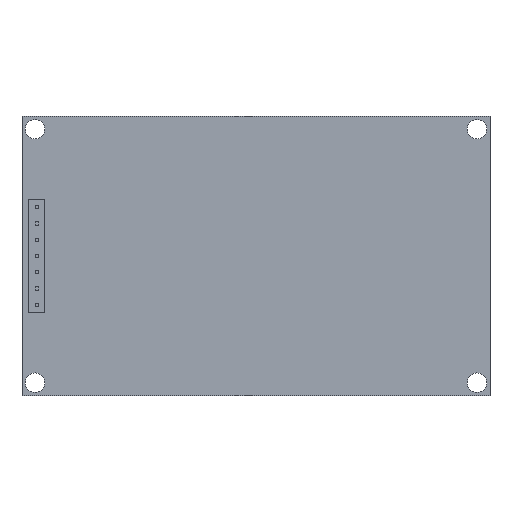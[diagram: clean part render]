
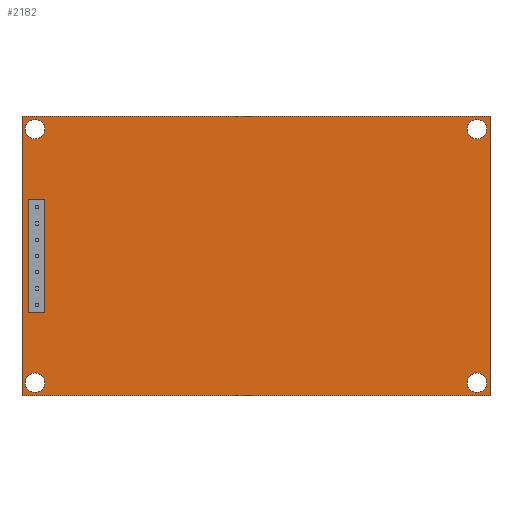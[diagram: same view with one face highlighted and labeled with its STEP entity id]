
A CAD part, front view. The second image highlights one B-rep face of the part: STEP entity #2182.
In plain terms, the highlighted planar face has unit normal (0, -1, 0).
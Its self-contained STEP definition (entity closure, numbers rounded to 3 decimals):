
#30 = VECTOR ( 'NONE', #2055, 1000. ) ;
#47 = CIRCLE ( 'NONE', #2550, 1.5 ) ;
#49 = EDGE_LOOP ( 'NONE', ( #925, #976, #535, #198 ) ) ;
#88 = VERTEX_POINT ( 'NONE', #298 ) ;
#105 = EDGE_CURVE ( 'NONE', #876, #893, #660, .T. ) ;
#113 = VECTOR ( 'NONE', #1855, 1000. ) ;
#133 = EDGE_CURVE ( 'NONE', #1736, #760, #1827, .T. ) ;
#145 = ORIENTED_EDGE ( 'NONE', *, *, #771, .T. ) ;
#147 = DIRECTION ( 'NONE',  ( 0., 1., 0. ) ) ;
#152 = CARTESIAN_POINT ( 'NONE',  ( -70., 0., -2. ) ) ;
#160 = CIRCLE ( 'NONE', #569, 1.5 ) ;
#175 = ORIENTED_EDGE ( 'NONE', *, *, #266, .T. ) ;
#192 = VERTEX_POINT ( 'NONE', #1197 ) ;
#198 = ORIENTED_EDGE ( 'NONE', *, *, #2110, .F. ) ;
#233 = CARTESIAN_POINT ( 'NONE',  ( -2., 0., -39.5 ) ) ;
#246 = FACE_BOUND ( 'NONE', #865, .T. ) ;
#266 = EDGE_CURVE ( 'NONE', #2577, #764, #285, .T. ) ;
#273 = CARTESIAN_POINT ( 'NONE',  ( -2., 0., -42.5 ) ) ;
#285 = CIRCLE ( 'NONE', #2584, 1.5 ) ;
#298 = CARTESIAN_POINT ( 'NONE',  ( -2., 0., -0.5 ) ) ;
#332 = CARTESIAN_POINT ( 'NONE',  ( -2., 0., -41. ) ) ;
#336 = LINE ( 'NONE', #1288, #1856 ) ;
#344 = DIRECTION ( 'NONE',  ( 0., 1., 0. ) ) ;
#375 = DIRECTION ( 'NONE',  ( 0., 1., 0. ) ) ;
#390 = DIRECTION ( 'NONE',  ( -1., 0., 0. ) ) ;
#422 = ORIENTED_EDGE ( 'NONE', *, *, #2191, .T. ) ;
#481 = EDGE_CURVE ( 'NONE', #760, #1325, #336, .T. ) ;
#489 = ORIENTED_EDGE ( 'NONE', *, *, #1370, .F. ) ;
#496 = DIRECTION ( 'NONE',  ( 0., 0., 1. ) ) ;
#525 = CARTESIAN_POINT ( 'NONE',  ( -2., 0., -2. ) ) ;
#535 = ORIENTED_EDGE ( 'NONE', *, *, #2123, .F. ) ;
#539 = VERTEX_POINT ( 'NONE', #273 ) ;
#569 = AXIS2_PLACEMENT_3D ( 'NONE', #2418, #2619, #2179 ) ;
#588 = CARTESIAN_POINT ( 'NONE',  ( -70., 0., -41. ) ) ;
#604 = ORIENTED_EDGE ( 'NONE', *, *, #812, .T. ) ;
#611 = CARTESIAN_POINT ( 'NONE',  ( -72., 0., 0. ) ) ;
#660 = CIRCLE ( 'NONE', #1616, 1.5 ) ;
#676 = DIRECTION ( 'NONE',  ( 0., 1., 0. ) ) ;
#682 = EDGE_CURVE ( 'NONE', #2429, #192, #1045, .T. ) ;
#729 = EDGE_CURVE ( 'NONE', #1604, #539, #1662, .T. ) ;
#736 = FACE_BOUND ( 'NONE', #1649, .T. ) ;
#749 = DIRECTION ( 'NONE',  ( 0., 0., 1. ) ) ;
#760 = VERTEX_POINT ( 'NONE', #769 ) ;
#764 = VERTEX_POINT ( 'NONE', #1976 ) ;
#769 = CARTESIAN_POINT ( 'NONE',  ( -68.5, 0., -12.75 ) ) ;
#771 = EDGE_CURVE ( 'NONE', #2535, #88, #47, .T. ) ;
#772 = VECTOR ( 'NONE', #1562, 1000. ) ;
#793 = DIRECTION ( 'NONE',  ( 0., 0., 1. ) ) ;
#812 = EDGE_CURVE ( 'NONE', #893, #876, #160, .T. ) ;
#865 = EDGE_LOOP ( 'NONE', ( #1964, #1028, #1204, #489 ) ) ;
#874 = FACE_BOUND ( 'NONE', #2516, .T. ) ;
#876 = VERTEX_POINT ( 'NONE', #1809 ) ;
#891 = CARTESIAN_POINT ( 'NONE',  ( -71., 0., -30.25 ) ) ;
#893 = VERTEX_POINT ( 'NONE', #2224 ) ;
#917 = VECTOR ( 'NONE', #1135, 1000. ) ;
#925 = ORIENTED_EDGE ( 'NONE', *, *, #682, .F. ) ;
#962 = DIRECTION ( 'NONE',  ( 0., 0., 1. ) ) ;
#976 = ORIENTED_EDGE ( 'NONE', *, *, #1213, .F. ) ;
#981 = CARTESIAN_POINT ( 'NONE',  ( -71., 0., -30.25 ) ) ;
#1006 = VERTEX_POINT ( 'NONE', #2493 ) ;
#1028 = ORIENTED_EDGE ( 'NONE', *, *, #481, .F. ) ;
#1030 = CARTESIAN_POINT ( 'NONE',  ( -71., 0., -12.75 ) ) ;
#1045 = LINE ( 'NONE', #2590, #772 ) ;
#1047 = CARTESIAN_POINT ( 'NONE',  ( 0., 0., -43. ) ) ;
#1089 = AXIS2_PLACEMENT_3D ( 'NONE', #1295, #1943, #1934 ) ;
#1100 = CARTESIAN_POINT ( 'NONE',  ( -2., 0., -2. ) ) ;
#1109 = DIRECTION ( 'NONE',  ( 0., 0., 1. ) ) ;
#1135 = DIRECTION ( 'NONE',  ( 1., 0., 0. ) ) ;
#1197 = CARTESIAN_POINT ( 'NONE',  ( 0., 0., -43. ) ) ;
#1204 = ORIENTED_EDGE ( 'NONE', *, *, #133, .F. ) ;
#1207 = CARTESIAN_POINT ( 'NONE',  ( -70., 0., -41. ) ) ;
#1213 = EDGE_CURVE ( 'NONE', #1968, #2429, #1819, .T. ) ;
#1288 = CARTESIAN_POINT ( 'NONE',  ( -71., 0., -12.75 ) ) ;
#1295 = CARTESIAN_POINT ( 'NONE',  ( 0., 0., 0. ) ) ;
#1310 = LINE ( 'NONE', #981, #1345 ) ;
#1325 = VERTEX_POINT ( 'NONE', #2631 ) ;
#1345 = VECTOR ( 'NONE', #2425, 1000. ) ;
#1370 = EDGE_CURVE ( 'NONE', #1795, #1736, #1310, .T. ) ;
#1382 = DIRECTION ( 'NONE',  ( 0., 0., 1. ) ) ;
#1385 = CARTESIAN_POINT ( 'NONE',  ( -72., 0., 0. ) ) ;
#1406 = EDGE_CURVE ( 'NONE', #539, #1604, #1946, .T. ) ;
#1479 = ORIENTED_EDGE ( 'NONE', *, *, #729, .T. ) ;
#1480 = ORIENTED_EDGE ( 'NONE', *, *, #1406, .T. ) ;
#1544 = EDGE_LOOP ( 'NONE', ( #1480, #1479 ) ) ;
#1562 = DIRECTION ( 'NONE',  ( 0., 0., -1. ) ) ;
#1579 = CARTESIAN_POINT ( 'NONE',  ( 0., 0., 0. ) ) ;
#1604 = VERTEX_POINT ( 'NONE', #233 ) ;
#1605 = DIRECTION ( 'NONE',  ( 0., 1., 0. ) ) ;
#1611 = DIRECTION ( 'NONE',  ( 0., 0., 1. ) ) ;
#1616 = AXIS2_PLACEMENT_3D ( 'NONE', #152, #344, #962 ) ;
#1649 = EDGE_LOOP ( 'NONE', ( #604, #2423 ) ) ;
#1662 = CIRCLE ( 'NONE', #2035, 1.5 ) ;
#1734 = ORIENTED_EDGE ( 'NONE', *, *, #2028, .T. ) ;
#1735 = CARTESIAN_POINT ( 'NONE',  ( -68.5, 0., -12.75 ) ) ;
#1736 = VERTEX_POINT ( 'NONE', #2112 ) ;
#1795 = VERTEX_POINT ( 'NONE', #891 ) ;
#1806 = LINE ( 'NONE', #611, #30 ) ;
#1809 = CARTESIAN_POINT ( 'NONE',  ( -70., 0., -0.5 ) ) ;
#1819 = LINE ( 'NONE', #2354, #917 ) ;
#1827 = LINE ( 'NONE', #1735, #2248 ) ;
#1855 = DIRECTION ( 'NONE',  ( 0., 0., -1. ) ) ;
#1856 = VECTOR ( 'NONE', #2091, 1000. ) ;
#1879 = VECTOR ( 'NONE', #390, 1000. ) ;
#1934 = DIRECTION ( 'NONE',  ( 0., 0., 1. ) ) ;
#1943 = DIRECTION ( 'NONE',  ( 0., 1., 0. ) ) ;
#1946 = CIRCLE ( 'NONE', #2281, 1.5 ) ;
#1964 = ORIENTED_EDGE ( 'NONE', *, *, #2639, .F. ) ;
#1968 = VERTEX_POINT ( 'NONE', #1385 ) ;
#1970 = DIRECTION ( 'NONE',  ( 0., 0., 1. ) ) ;
#1976 = CARTESIAN_POINT ( 'NONE',  ( -70., 0., -42.5 ) ) ;
#2015 = CARTESIAN_POINT ( 'NONE',  ( -2., 0., -41. ) ) ;
#2018 = DIRECTION ( 'NONE',  ( 0., 1., 0. ) ) ;
#2028 = EDGE_CURVE ( 'NONE', #764, #2577, #2268, .T. ) ;
#2031 = FACE_BOUND ( 'NONE', #1544, .T. ) ;
#2033 = EDGE_LOOP ( 'NONE', ( #145, #422 ) ) ;
#2035 = AXIS2_PLACEMENT_3D ( 'NONE', #332, #2598, #1382 ) ;
#2055 = DIRECTION ( 'NONE',  ( 0., 0., 1. ) ) ;
#2062 = LINE ( 'NONE', #1030, #113 ) ;
#2068 = AXIS2_PLACEMENT_3D ( 'NONE', #588, #2018, #749 ) ;
#2091 = DIRECTION ( 'NONE',  ( -1., 0., 0. ) ) ;
#2096 = CARTESIAN_POINT ( 'NONE',  ( -2., 0., -3.5 ) ) ;
#2101 = AXIS2_PLACEMENT_3D ( 'NONE', #1100, #676, #1109 ) ;
#2108 = CARTESIAN_POINT ( 'NONE',  ( -70., 0., -39.5 ) ) ;
#2110 = EDGE_CURVE ( 'NONE', #192, #1006, #2430, .T. ) ;
#2112 = CARTESIAN_POINT ( 'NONE',  ( -68.5, 0., -30.25 ) ) ;
#2123 = EDGE_CURVE ( 'NONE', #1006, #1968, #1806, .T. ) ;
#2179 = DIRECTION ( 'NONE',  ( 0., 0., 1. ) ) ;
#2182 = ADVANCED_FACE ( 'NONE', ( #736, #2396, #2031, #874, #2462, #246 ), #2525, .F. ) ;
#2191 = EDGE_CURVE ( 'NONE', #88, #2535, #2196, .T. ) ;
#2196 = CIRCLE ( 'NONE', #2101, 1.5 ) ;
#2224 = CARTESIAN_POINT ( 'NONE',  ( -70., 0., -3.5 ) ) ;
#2248 = VECTOR ( 'NONE', #496, 1000. ) ;
#2268 = CIRCLE ( 'NONE', #2068, 1.5 ) ;
#2281 = AXIS2_PLACEMENT_3D ( 'NONE', #2015, #375, #793 ) ;
#2354 = CARTESIAN_POINT ( 'NONE',  ( 0., 0., 0. ) ) ;
#2396 = FACE_BOUND ( 'NONE', #2033, .T. ) ;
#2418 = CARTESIAN_POINT ( 'NONE',  ( -70., 0., -2. ) ) ;
#2423 = ORIENTED_EDGE ( 'NONE', *, *, #105, .T. ) ;
#2425 = DIRECTION ( 'NONE',  ( 1., 0., 0. ) ) ;
#2429 = VERTEX_POINT ( 'NONE', #1579 ) ;
#2430 = LINE ( 'NONE', #1047, #1879 ) ;
#2462 = FACE_OUTER_BOUND ( 'NONE', #49, .T. ) ;
#2493 = CARTESIAN_POINT ( 'NONE',  ( -72., 0., -43. ) ) ;
#2516 = EDGE_LOOP ( 'NONE', ( #1734, #175 ) ) ;
#2525 = PLANE ( 'NONE',  #1089 ) ;
#2535 = VERTEX_POINT ( 'NONE', #2096 ) ;
#2550 = AXIS2_PLACEMENT_3D ( 'NONE', #525, #147, #1970 ) ;
#2577 = VERTEX_POINT ( 'NONE', #2108 ) ;
#2584 = AXIS2_PLACEMENT_3D ( 'NONE', #1207, #1605, #1611 ) ;
#2590 = CARTESIAN_POINT ( 'NONE',  ( 0., 0., 0. ) ) ;
#2598 = DIRECTION ( 'NONE',  ( 0., 1., 0. ) ) ;
#2619 = DIRECTION ( 'NONE',  ( 0., 1., 0. ) ) ;
#2631 = CARTESIAN_POINT ( 'NONE',  ( -71., 0., -12.75 ) ) ;
#2639 = EDGE_CURVE ( 'NONE', #1325, #1795, #2062, .T. ) ;
